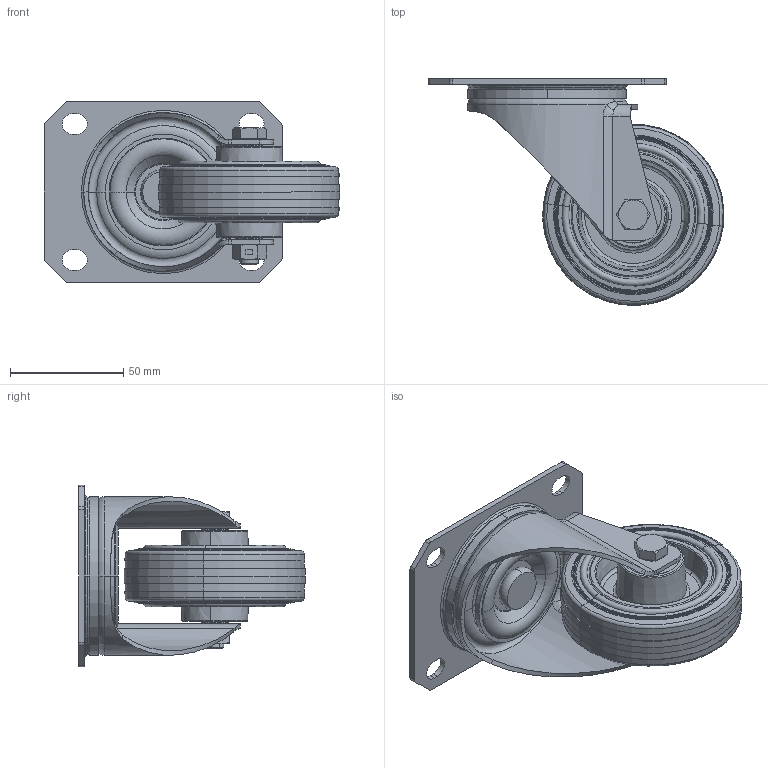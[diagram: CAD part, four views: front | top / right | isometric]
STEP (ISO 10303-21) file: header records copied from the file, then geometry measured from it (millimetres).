
FILE_DESCRIPTION (( 'STEP AP214' ), '1' );
FILE_NAME ('0056353.step', '2023-11-16T09:50:28', ( '' ), ( '' ), 'SwSTEP 2.0', 'SolidWorks 2020', '' );
FILE_SCHEMA (( 'AUTOMOTIVE_DESIGN' ));
Length unit declared in the file: millimetre
Products named in the file (1): 0056353
Bounding box: 130.46 x 99.96 x 80 mm (x, y, z)
Volume: 161035.4 mm3; surface area: 91616.8 mm2
Topology: 10 solids, 10 shells, 415 faces, 901 edges, 536 vertices
Faces by surface type: torus 112, plane 106, cylinder 97, cone 80, bspline 20
Entity records: 17792 total; most frequent: CARTESIAN_POINT 3880, DIRECTION 2099, ORIENTED_EDGE 1802, AXIS2_PLACEMENT_3D 912, EDGE_CURVE 901, VERTEX_POINT 536, CIRCLE 516, EDGE_LOOP 473
